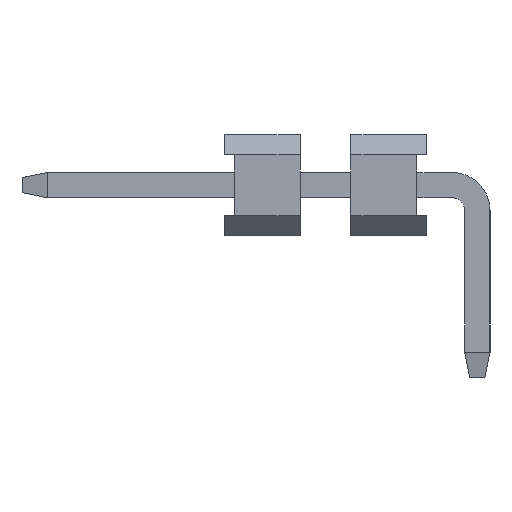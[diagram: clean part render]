
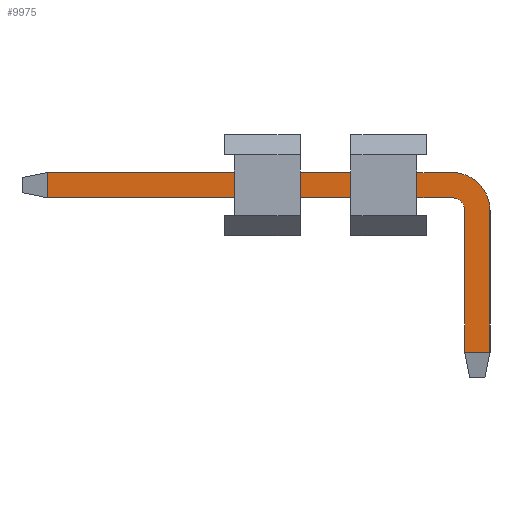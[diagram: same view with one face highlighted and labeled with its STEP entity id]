
A CAD part, left-side view. The second image highlights one B-rep face of the part: STEP entity #9975.
In plain terms, the highlighted planar face has unit normal (-1, 0, 0).
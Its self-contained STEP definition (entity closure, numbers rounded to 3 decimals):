
#9729=CARTESIAN_POINT('',(-0.25,7.5,-0.25));
#9730=VERTEX_POINT('',#9729);
#9753=CARTESIAN_POINT('',(-0.25,7.5,0.25));
#9754=VERTEX_POINT('',#9753);
#9755=CARTESIAN_POINT('',(-0.25,7.5,-0.25));
#9756=DIRECTION('',(0.,0.,1.));
#9757=VECTOR('',#9756,0.5);
#9758=LINE('',#9755,#9757);
#9759=EDGE_CURVE('',#9730,#9754,#9758,.T.);
#9800=CARTESIAN_POINT('',(-0.25,-0.5,0.25));
#9801=VERTEX_POINT('',#9800);
#9802=CARTESIAN_POINT('',(-0.25,7.5,0.25));
#9803=DIRECTION('',(0.,-1.,0.));
#9804=VECTOR('',#9803,8.);
#9805=LINE('',#9802,#9804);
#9806=EDGE_CURVE('',#9754,#9801,#9805,.T.);
#9907=CARTESIAN_POINT('',(-0.25,-0.5,-0.25));
#9908=VERTEX_POINT('',#9907);
#9915=CARTESIAN_POINT('',(-0.25,-0.5,-0.25));
#9916=DIRECTION('',(0.,1.,0.));
#9917=VECTOR('',#9916,8.);
#9918=LINE('',#9915,#9917);
#9919=EDGE_CURVE('',#9908,#9730,#9918,.T.);
#9925=CARTESIAN_POINT('',(-0.25,8.,0.25));
#9926=DIRECTION('',(0.,0.,-1.));
#9927=DIRECTION('',(-1.,-0.,-0.));
#9928=AXIS2_PLACEMENT_3D('',#9925,#9927,#9926);
#9929=PLANE('',#9928);
#9930=ORIENTED_EDGE('',*,*,#9919,.F.);
#9931=CARTESIAN_POINT('',(-0.25,-0.75,-0.5));
#9932=VERTEX_POINT('',#9931);
#9933=CARTESIAN_POINT('',(-0.25,-0.5,-0.5));
#9934=DIRECTION('',(0.,0.,1.));
#9935=DIRECTION('',(1.,0.,0.));
#9936=AXIS2_PLACEMENT_3D('',#9933,#9935,#9934);
#9937=CIRCLE('',#9936,0.25);
#9938=EDGE_CURVE('',#9908,#9932,#9937,.T.);
#9939=ORIENTED_EDGE('',*,*,#9938,.T.);
#9940=CARTESIAN_POINT('',(-0.25,-0.75,-3.3));
#9941=VERTEX_POINT('',#9940);
#9942=CARTESIAN_POINT('',(-0.25,-0.75,-0.5));
#9943=DIRECTION('',(0.,0.,-1.));
#9944=VECTOR('',#9943,2.8);
#9945=LINE('',#9942,#9944);
#9946=EDGE_CURVE('',#9932,#9941,#9945,.T.);
#9947=ORIENTED_EDGE('',*,*,#9946,.T.);
#9948=CARTESIAN_POINT('',(-0.25,-1.25,-3.3));
#9949=VERTEX_POINT('',#9948);
#9950=CARTESIAN_POINT('',(-0.25,-0.75,-3.3));
#9951=DIRECTION('',(0.,-1.,0.));
#9952=VECTOR('',#9951,0.5);
#9953=LINE('',#9950,#9952);
#9954=EDGE_CURVE('',#9941,#9949,#9953,.T.);
#9955=ORIENTED_EDGE('',*,*,#9954,.T.);
#9956=CARTESIAN_POINT('',(-0.25,-1.25,-0.5));
#9957=VERTEX_POINT('',#9956);
#9958=CARTESIAN_POINT('',(-0.25,-1.25,-3.3));
#9959=DIRECTION('',(0.,0.,1.));
#9960=VECTOR('',#9959,2.8);
#9961=LINE('',#9958,#9960);
#9962=EDGE_CURVE('',#9949,#9957,#9961,.T.);
#9963=ORIENTED_EDGE('',*,*,#9962,.T.);
#9964=CARTESIAN_POINT('',(-0.25,-0.5,-0.5));
#9965=DIRECTION('',(0.,-1.,0.));
#9966=DIRECTION('',(-1.,0.,0.));
#9967=AXIS2_PLACEMENT_3D('',#9964,#9966,#9965);
#9968=CIRCLE('',#9967,0.75);
#9969=EDGE_CURVE('',#9957,#9801,#9968,.T.);
#9970=ORIENTED_EDGE('',*,*,#9969,.T.);
#9971=ORIENTED_EDGE('',*,*,#9806,.F.);
#9972=ORIENTED_EDGE('',*,*,#9759,.F.);
#9973=EDGE_LOOP('',(#9930,#9939,#9947,#9955,#9963,#9970,#9971,#9972));
#9974=FACE_OUTER_BOUND('',#9973,.T.);
#9975=ADVANCED_FACE('',(#9974),#9929,.T.);
